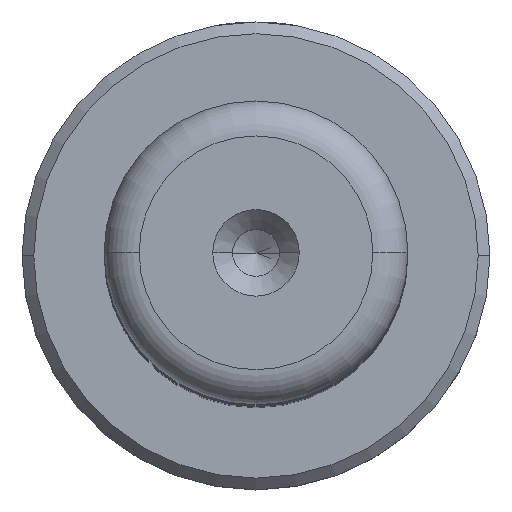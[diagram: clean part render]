
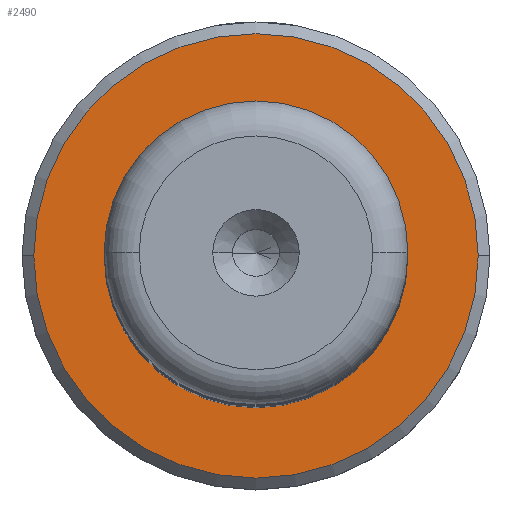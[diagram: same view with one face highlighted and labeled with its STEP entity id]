
A CAD part, top view. The second image highlights one B-rep face of the part: STEP entity #2490.
In plain terms, the highlighted planar face has unit normal (0, 0, 1).
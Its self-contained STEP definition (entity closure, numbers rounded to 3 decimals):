
#67 = CARTESIAN_POINT ( 'NONE',  ( 0., 0., 15. ) ) ;
#116 = EDGE_CURVE ( 'NONE', #2402, #2579, #2331, .T. ) ;
#124 = AXIS2_PLACEMENT_3D ( 'NONE', #255, #1906, #498 ) ;
#196 = DIRECTION ( 'NONE',  ( 1., 0., 0. ) ) ;
#225 = DIRECTION ( 'NONE',  ( 1., 0., 0. ) ) ;
#255 = CARTESIAN_POINT ( 'NONE',  ( 0., 0., 15. ) ) ;
#297 = DIRECTION ( 'NONE',  ( -1., 0., 0. ) ) ;
#304 = VERTEX_POINT ( 'NONE', #1173 ) ;
#317 = ORIENTED_EDGE ( 'NONE', *, *, #116, .T. ) ;
#366 = ORIENTED_EDGE ( 'NONE', *, *, #532, .T. ) ;
#461 = CARTESIAN_POINT ( 'NONE',  ( -9.5, 0., 15. ) ) ;
#498 = DIRECTION ( 'NONE',  ( 1., 0., 0. ) ) ;
#532 = EDGE_CURVE ( 'NONE', #304, #2538, #1930, .T. ) ;
#687 = CARTESIAN_POINT ( 'NONE',  ( -5.995, 0., 15. ) ) ;
#807 = AXIS2_PLACEMENT_3D ( 'NONE', #912, #2523, #1153 ) ;
#912 = CARTESIAN_POINT ( 'NONE',  ( 0., 0., 15. ) ) ;
#934 = AXIS2_PLACEMENT_3D ( 'NONE', #67, #1729, #297 ) ;
#1153 = DIRECTION ( 'NONE',  ( -1., 0., 0. ) ) ;
#1173 = CARTESIAN_POINT ( 'NONE',  ( 5.995, 0., 15. ) ) ;
#1359 = CIRCLE ( 'NONE', #934, 5.995 ) ;
#1368 = CARTESIAN_POINT ( 'NONE',  ( 0., 0., 15. ) ) ;
#1377 = PLANE ( 'NONE',  #2734 ) ;
#1617 = DIRECTION ( 'NONE',  ( 0., 0., 1. ) ) ;
#1649 = DIRECTION ( 'NONE',  ( 0., 0., 1. ) ) ;
#1695 = EDGE_CURVE ( 'NONE', #2579, #2402, #2879, .T. ) ;
#1729 = DIRECTION ( 'NONE',  ( 0., 0., -1. ) ) ;
#1792 = CARTESIAN_POINT ( 'NONE',  ( 9.5, 0., 15. ) ) ;
#1888 = EDGE_LOOP ( 'NONE', ( #366, #2895 ) ) ;
#1906 = DIRECTION ( 'NONE',  ( 0., 0., 1. ) ) ;
#1930 = CIRCLE ( 'NONE', #807, 5.995 ) ;
#2054 = EDGE_LOOP ( 'NONE', ( #2912, #317 ) ) ;
#2083 = FACE_OUTER_BOUND ( 'NONE', #2054, .T. ) ;
#2331 = CIRCLE ( 'NONE', #2699, 9.5 ) ;
#2402 = VERTEX_POINT ( 'NONE', #1792 ) ;
#2490 = ADVANCED_FACE ( 'NONE', ( #2083, #2959 ), #1377, .T. ) ;
#2523 = DIRECTION ( 'NONE',  ( 0., 0., -1. ) ) ;
#2538 = VERTEX_POINT ( 'NONE', #687 ) ;
#2579 = VERTEX_POINT ( 'NONE', #461 ) ;
#2699 = AXIS2_PLACEMENT_3D ( 'NONE', #2986, #1649, #225 ) ;
#2734 = AXIS2_PLACEMENT_3D ( 'NONE', #1368, #1617, #196 ) ;
#2799 = EDGE_CURVE ( 'NONE', #2538, #304, #1359, .T. ) ;
#2879 = CIRCLE ( 'NONE', #124, 9.5 ) ;
#2895 = ORIENTED_EDGE ( 'NONE', *, *, #2799, .T. ) ;
#2912 = ORIENTED_EDGE ( 'NONE', *, *, #1695, .T. ) ;
#2959 = FACE_BOUND ( 'NONE', #1888, .T. ) ;
#2986 = CARTESIAN_POINT ( 'NONE',  ( 0., 0., 15. ) ) ;
